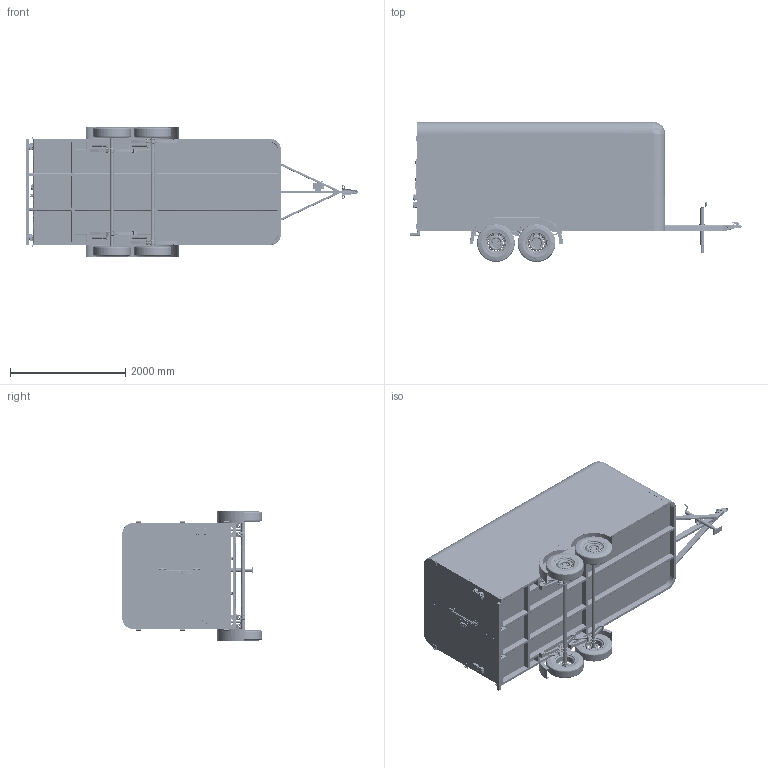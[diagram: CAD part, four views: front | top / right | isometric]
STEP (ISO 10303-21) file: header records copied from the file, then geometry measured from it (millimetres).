
FILE_DESCRIPTION(('FreeCAD Model'),'2;1');
FILE_NAME('Open CASCADE Shape Model','2025-05-04T12:26:59',('FreeCAD'),( 'FreeCAD'),'Open CASCADE STEP processor 7.6','FreeCAD','Unknown');
FILE_SCHEMA(('AUTOMOTIVE_DESIGN { 1 0 10303 214 1 1 1 1 }'));
Products named in the file (1): Open CASCADE STEP translator 7.6 1
Bounding box: 5759.44 x 2427.37 x 2251.32 mm (x, y, z)
Volume: 760335889.2 mm3; surface area: 136099773 mm2
Topology: 8 solids, 8 shells, 5329 faces, 14249 edges, 8777 vertices
Faces by surface type: bspline 5329
Entity records: 308541 total; most frequent: CARTESIAN_POINT 229855, ORIENTED_EDGE 28162, EDGE_CURVE 14081, VERTEX_POINT 8777, B_SPLINE_CURVE_WITH_KNOTS 8750, FACE_BOUND 5710, EDGE_LOOP 5710, ADVANCED_FACE 5329
